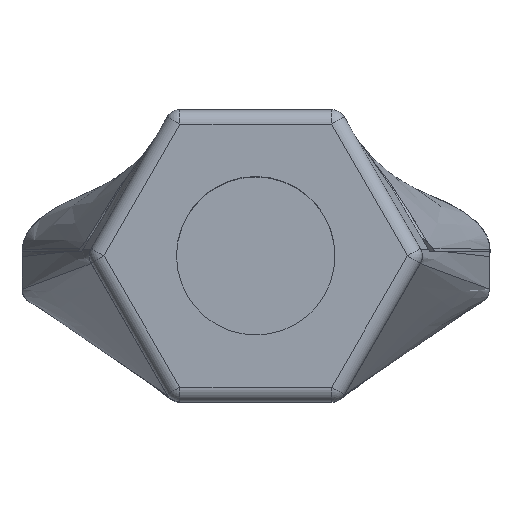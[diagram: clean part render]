
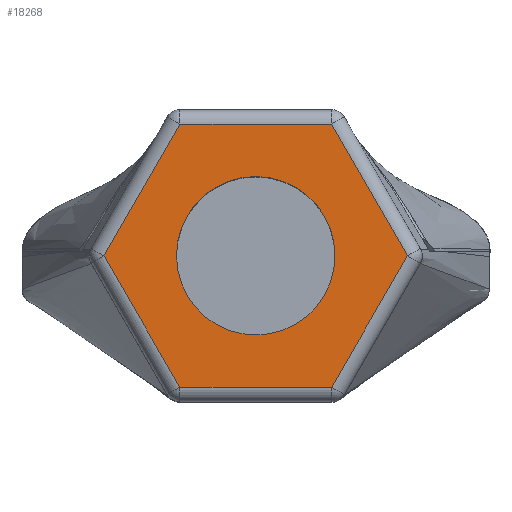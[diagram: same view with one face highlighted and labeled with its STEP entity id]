
A CAD part, top view. The second image highlights one B-rep face of the part: STEP entity #18268.
In plain terms, the highlighted planar face has unit normal (0, 0, 1).
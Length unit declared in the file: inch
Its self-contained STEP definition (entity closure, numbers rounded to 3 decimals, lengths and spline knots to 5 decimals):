
#17677=CARTESIAN_POINT('',(0.1695,0.0,0.6255));
#17678=VERTEX_POINT('',#17677);
#17679=CARTESIAN_POINT('',(0.0,0.0,0.6255));
#17680=DIRECTION('',(0.0,0.0,-1.0));
#17681=DIRECTION('',(1.0,0.0,0.0));
#17682=AXIS2_PLACEMENT_3D('',#17679,#17680,#17681);
#17683=CIRCLE('',#17682,0.1695);
#17684=EDGE_CURVE('',#17678,#17678,#17683,.T.);
#17716=CARTESIAN_POINT('',(-0.32476,0.,0.6255));
#17717=VERTEX_POINT('',#17716);
#17725=CARTESIAN_POINT('',(-0.16238,0.28125,0.6255));
#17726=VERTEX_POINT('',#17725);
#17727=CARTESIAN_POINT('',(-0.32476,0.,0.6255));
#17728=DIRECTION('',(0.5,0.866,0.0));
#17729=VECTOR('',#17728,0.32476);
#17730=LINE('',#17727,#17729);
#17731=EDGE_CURVE('',#17717,#17726,#17730,.T.);
#17763=CARTESIAN_POINT('',(0.16238,0.28125,0.6255));
#17764=VERTEX_POINT('',#17763);
#17765=CARTESIAN_POINT('',(-0.16238,0.28125,0.6255));
#17766=DIRECTION('',(1.0,0.0,0.0));
#17767=VECTOR('',#17766,0.32476);
#17768=LINE('',#17765,#17767);
#17769=EDGE_CURVE('',#17726,#17764,#17768,.T.);
#17813=CARTESIAN_POINT('',(0.32476,0.0,0.6255));
#17814=VERTEX_POINT('',#17813);
#17815=CARTESIAN_POINT('',(0.16238,0.28125,0.6255));
#17816=DIRECTION('',(0.5,-0.866,0.0));
#17817=VECTOR('',#17816,0.32476);
#17818=LINE('',#17815,#17817);
#17819=EDGE_CURVE('',#17764,#17814,#17818,.T.);
#17870=CARTESIAN_POINT('',(0.16238,-0.28125,0.6255));
#17871=VERTEX_POINT('',#17870);
#17872=CARTESIAN_POINT('',(0.32476,0.0,0.6255));
#17873=DIRECTION('',(-0.5,-0.866,0.0));
#17874=VECTOR('',#17873,0.32476);
#17875=LINE('',#17872,#17874);
#17876=EDGE_CURVE('',#17814,#17871,#17875,.T.);
#17925=CARTESIAN_POINT('',(-0.16238,-0.28125,0.6255));
#17926=VERTEX_POINT('',#17925);
#17927=CARTESIAN_POINT('',(0.16238,-0.28125,0.6255));
#17928=DIRECTION('',(-1.0,0.0,0.0));
#17929=VECTOR('',#17928,0.32476);
#17930=LINE('',#17927,#17929);
#17931=EDGE_CURVE('',#17871,#17926,#17930,.T.);
#17975=CARTESIAN_POINT('',(-0.16238,-0.28125,0.6255));
#17976=DIRECTION('',(-0.5,0.866,0.0));
#17977=VECTOR('',#17976,0.32476);
#17978=LINE('',#17975,#17977);
#17979=EDGE_CURVE('',#17926,#17717,#17978,.T.);
#18252=CARTESIAN_POINT('',(0.,0.,0.6255));
#18253=DIRECTION('',(0.0,0.0,1.0));
#18254=DIRECTION('',(1.0,0.0,0.0));
#18255=AXIS2_PLACEMENT_3D('',#18252,#18253,#18254);
#18256=PLANE('',#18255);
#18257=ORIENTED_EDGE('',*,*,#17731,.F.);
#18258=ORIENTED_EDGE('',*,*,#17979,.F.);
#18259=ORIENTED_EDGE('',*,*,#17931,.F.);
#18260=ORIENTED_EDGE('',*,*,#17876,.F.);
#18261=ORIENTED_EDGE('',*,*,#17819,.F.);
#18262=ORIENTED_EDGE('',*,*,#17769,.F.);
#18263=EDGE_LOOP('',(#18257,#18258,#18259,#18260,#18261,#18262));
#18264=FACE_OUTER_BOUND('',#18263,.T.);
#18265=ORIENTED_EDGE('',*,*,#17684,.T.);
#18266=EDGE_LOOP('',(#18265));
#18267=FACE_BOUND('',#18266,.T.);
#18268=ADVANCED_FACE('',(#18264,#18267),#18256,.T.);
